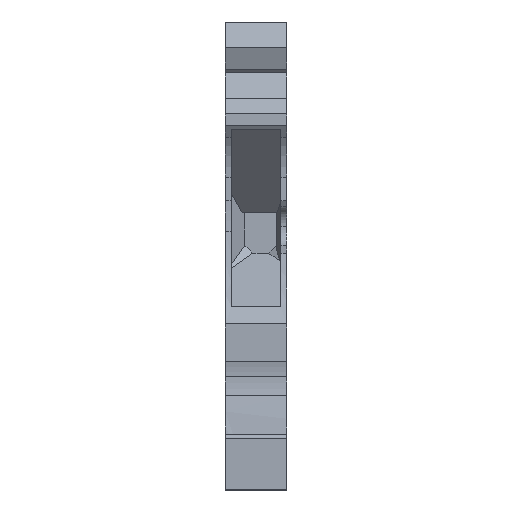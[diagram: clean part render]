
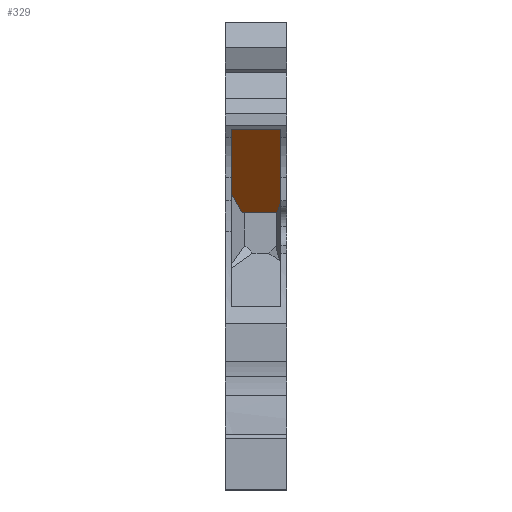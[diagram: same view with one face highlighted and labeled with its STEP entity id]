
A CAD part, front view. The second image highlights one B-rep face of the part: STEP entity #329.
In plain terms, the highlighted planar face has unit normal (0, -0.715, -0.699).
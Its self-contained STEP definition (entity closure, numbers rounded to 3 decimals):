
#329=ADVANCED_FACE('',(#714),#715,.F.);
#714=FACE_OUTER_BOUND('',#1150,.T.);
#715=PLANE('',#1151);
#1150=EDGE_LOOP('',(#2098,#2099,#2100,#2101,#2102,#2103));
#1151=AXIS2_PLACEMENT_3D('',#2104,#2105,#2106);
#2098=ORIENTED_EDGE('',*,*,#3094,.T.);
#2099=ORIENTED_EDGE('',*,*,#3095,.F.);
#2100=ORIENTED_EDGE('',*,*,#3021,.F.);
#2101=ORIENTED_EDGE('',*,*,#3066,.F.);
#2102=ORIENTED_EDGE('',*,*,#3096,.F.);
#2103=ORIENTED_EDGE('',*,*,#3089,.T.);
#2104=CARTESIAN_POINT('',(6.765,10.275,28.095));
#2105=DIRECTION('',(0.,0.715,0.699));
#2106=DIRECTION('',(-1.0,0.,0.));
#3021=EDGE_CURVE('',#3742,#3744,#3745,.T.);
#3066=EDGE_CURVE('',#3809,#3742,#3812,.T.);
#3089=EDGE_CURVE('',#3852,#3849,#3853,.T.);
#3094=EDGE_CURVE('',#3849,#3859,#3860,.T.);
#3095=EDGE_CURVE('',#3744,#3859,#3861,.T.);
#3096=EDGE_CURVE('',#3852,#3809,#3862,.T.);
#3742=VERTEX_POINT('',#4751);
#3744=VERTEX_POINT('',#4754);
#3745=LINE('',#4755,#4756);
#3809=VERTEX_POINT('',#4842);
#3812=LINE('',#4846,#4847);
#3849=VERTEX_POINT('',#4901);
#3852=VERTEX_POINT('',#4905);
#3853=LINE('',#4906,#4907);
#3859=VERTEX_POINT('',#4916);
#3860=LINE('',#4917,#4918);
#3861=LINE('',#4919,#4920);
#3862=LINE('',#4921,#4922);
#4751=CARTESIAN_POINT('',(0.6,2.428,36.125));
#4754=CARTESIAN_POINT('',(5.55,2.428,36.125));
#4755=CARTESIAN_POINT('',(5.8,2.428,36.125));
#4756=VECTOR('',#5582,1.0);
#4842=CARTESIAN_POINT('',(0.6,8.737,29.669));
#4846=CARTESIAN_POINT('',(0.6,22.971,15.103));
#4847=VECTOR('',#5636,1.0);
#4901=CARTESIAN_POINT('',(5.176,10.605,27.757));
#4905=CARTESIAN_POINT('',(1.678,10.605,27.757));
#4906=CARTESIAN_POINT('',(5.8,10.605,27.757));
#4907=VECTOR('',#5655,1.0);
#4916=CARTESIAN_POINT('',(5.55,9.596,28.789));
#4917=CARTESIAN_POINT('',(10.624,-4.089,42.794));
#4918=VECTOR('',#5659,1.0);
#4919=CARTESIAN_POINT('',(5.55,22.971,15.103));
#4920=VECTOR('',#5660,1.0);
#4921=CARTESIAN_POINT('',(8.818,22.971,15.103));
#4922=VECTOR('',#5661,1.0);
#5582=DIRECTION('',(1.0,0.,0.));
#5636=DIRECTION('',(0.,-0.699,0.715));
#5655=DIRECTION('',(1.0,0.,0.));
#5659=DIRECTION('',(0.251,-0.677,0.692));
#5660=DIRECTION('',(0.,0.699,-0.715));
#5661=DIRECTION('',(-0.374,-0.648,0.663));
